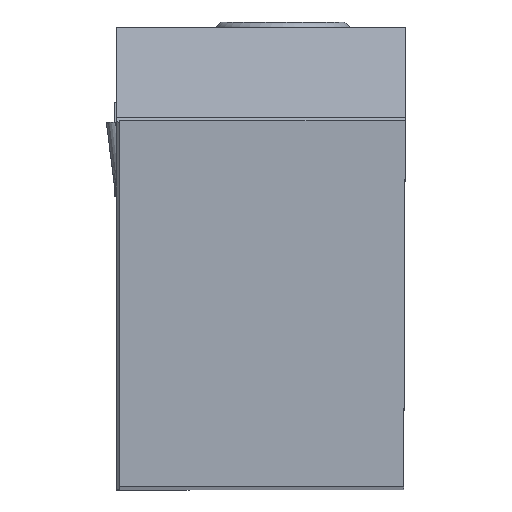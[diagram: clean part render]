
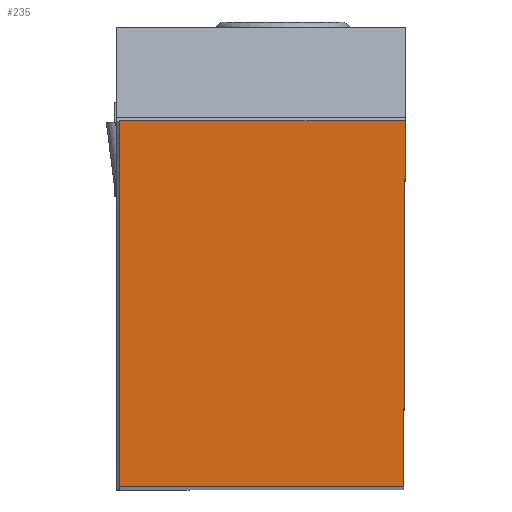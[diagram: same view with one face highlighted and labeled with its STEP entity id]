
A CAD part, top view. The second image highlights one B-rep face of the part: STEP entity #235.
In plain terms, the highlighted planar face has unit normal (0, 0, 1).
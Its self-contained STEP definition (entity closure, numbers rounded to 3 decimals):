
#235=ADVANCED_FACE('BLANK_BOXF006',(#392),#297,.F.);
#297=PLANE('',#2166);
#392=FACE_OUTER_BOUND('',#491,.T.);
#491=EDGE_LOOP('',(#986,#987,#988,#989));
#986=ORIENTED_EDGE('',*,*,#1517,.F.);
#987=ORIENTED_EDGE('',*,*,#1503,.F.);
#988=ORIENTED_EDGE('',*,*,#1516,.F.);
#989=ORIENTED_EDGE('',*,*,#1518,.F.);
#1242=VERTEX_POINT('',#4357);
#1243=VERTEX_POINT('',#4359);
#1251=VERTEX_POINT('',#4382);
#1252=VERTEX_POINT('',#4386);
#1503=EDGE_CURVE('',#1242,#1243,#1695,.T.);
#1516=EDGE_CURVE('',#1251,#1242,#1707,.T.);
#1517=EDGE_CURVE('',#1243,#1252,#1708,.T.);
#1518=EDGE_CURVE('',#1252,#1251,#1709,.T.);
#1695=LINE('',#4358,#1904);
#1707=LINE('',#4383,#1916);
#1708=LINE('',#4385,#1917);
#1709=LINE('',#4387,#1918);
#1904=VECTOR('',#2511,1.);
#1916=VECTOR('',#2531,1.);
#1917=VECTOR('',#2534,1.);
#1918=VECTOR('',#2535,1.);
#2166=AXIS2_PLACEMENT_3D('',#4388,#2536,#2537);
#2511=DIRECTION('',(-1.,0.,0.));
#2531=DIRECTION('',(-0.004,-1.,0.));
#2534=DIRECTION('',(0.,1.,0.));
#2535=DIRECTION('',(1.,0.,0.));
#2536=DIRECTION('',(0.,0.,-1.));
#2537=DIRECTION('',(0.,-1.,0.));
#4357=CARTESIAN_POINT('',(-0.139,0.,0.));
#4358=CARTESIAN_POINT('',(170.15,0.,0.));
#4359=CARTESIAN_POINT('',(-24.875,0.,0.));
#4382=CARTESIAN_POINT('',(0.,31.85,0.));
#4383=CARTESIAN_POINT('',(0.603,170.148,0.));
#4385=CARTESIAN_POINT('',(-24.875,-170.15,0.));
#4386=CARTESIAN_POINT('',(-24.875,31.85,0.));
#4387=CARTESIAN_POINT('',(-170.15,31.85,0.));
#4388=CARTESIAN_POINT('',(-25.175,-5.,0.));
